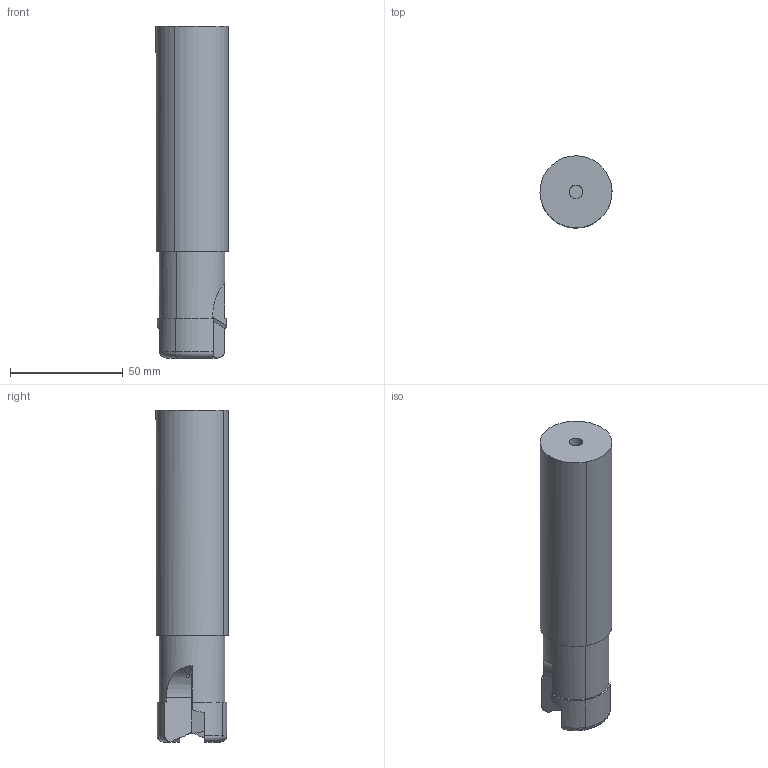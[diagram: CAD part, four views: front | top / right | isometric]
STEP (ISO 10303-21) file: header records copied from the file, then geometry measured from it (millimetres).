
FILE_DESCRIPTION(('HOOPS Exchange Step'),'2;1');
FILE_NAME('export-3BEFAB4C-F185-4759-A162-83400C374F7B.stp','2024-08-16T10:34:50+02:00',('Engineering'),('Alibre'),'HOOPS Exchange 2023.0','Alibre','Unknown authorisation');
FILE_SCHEMA( ('AP242_MANAGED_MODEL_BASED_3D_ENGINEERING_MIM_LF {1 0 10303 442 1 1 4 }') );
Length unit declared in the file: millimetre
Products named in the file (1): 6926 Ø32 Z=2 L=150 CL=50 Ap=16 Shoulder Milling ALU-Cutter (TE90XEV 232-32-16)
Bounding box: 31.99 x 31.99 x 147.5 mm (x, y, z)
Volume: 103289.9 mm3; surface area: 18871.5 mm2
Topology: 1 solids, 1 shells, 59 faces, 165 edges, 109 vertices
Faces by surface type: plane 24, cylinder 14, cone 12, bspline 5, torus 4
Entity records: 2319 total; most frequent: CARTESIAN_POINT 845, ORIENTED_EDGE 326, DIRECTION 259, EDGE_CURVE 163, VERTEX_POINT 109, AXIS2_PLACEMENT_3D 94, VECTOR 71, LINE 71
